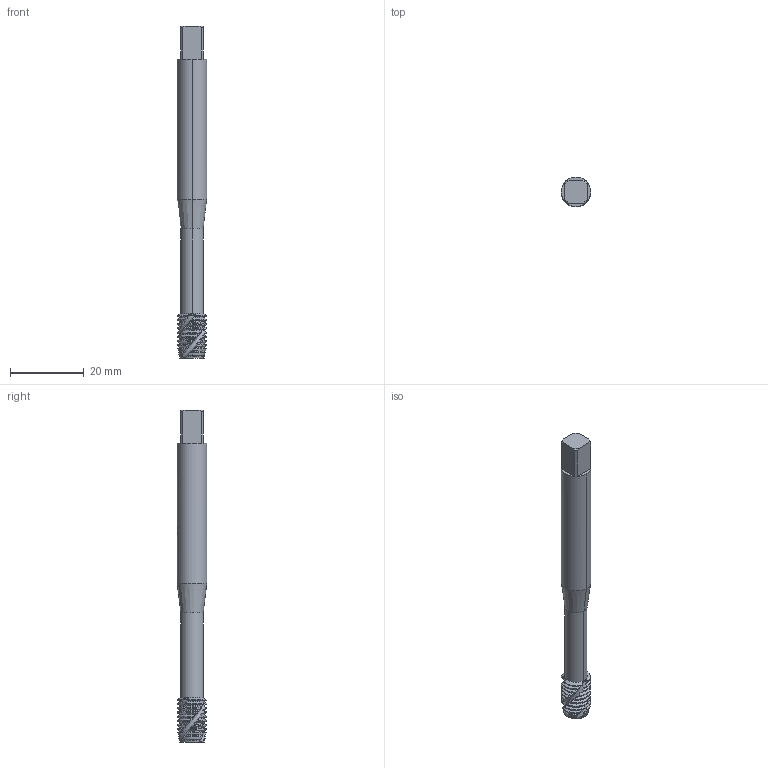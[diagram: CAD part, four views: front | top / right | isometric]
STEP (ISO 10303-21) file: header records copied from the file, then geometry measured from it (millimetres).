
FILE_DESCRIPTION(('no description'),'unknown implementation level');
FILE_NAME('solidiQG56om1MRoSytrweffslDQWHis_1.STP',' ',('CIM GmbH Aachen'),('CADClick - KiM GmbH - www.kimweb.de'),'unknown preprocess','ACIS','unknown authorization');
FILE_SCHEMA(('automotive_design'));
Length unit declared in the file: millimetre
Products named in the file (2): 1; 2
Bounding box: 8 x 8 x 90 mm (x, y, z)
Volume: 3704.6 mm3; surface area: 2744.2 mm2
Topology: 2 solids, 2 shells, 238 faces, 666 edges, 432 vertices
Faces by surface type: cone 114, cylinder 98, plane 17, bspline 6, revolution 3
Entity records: 18741 total; most frequent: CARTESIAN_POINT 5542, STYLED_ITEM 1338, PRESENTATION_STYLE_ASSIGNMENT 1338, COLOUR_RGB 1338, ORIENTED_EDGE 1332, DIRECTION 1100, EDGE_CURVE 666, CURVE_STYLE 666
